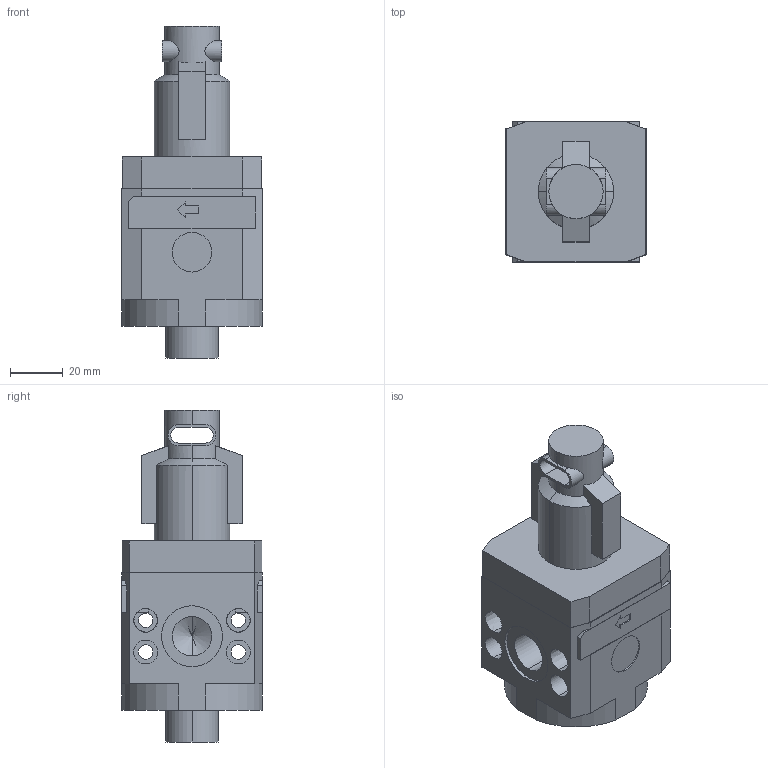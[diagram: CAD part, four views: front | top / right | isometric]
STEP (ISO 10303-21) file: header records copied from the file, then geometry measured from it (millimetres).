
FILE_DESCRIPTION((''),'2;1');
FILE_NAME('17230B.stp','2003-06-16T14:56:53',('maffial1'),(''),'Autodesk Inventor 7','Autodesk Inventor 7','');
FILE_SCHEMA(('AUTOMOTIVE_DESIGN { 1 0 10303 214 1 1 1 1 }'));
Length unit declared in the file: millimetre
Products named in the file (1): 17230B
Bounding box: 53 x 53 x 125.5 mm (x, y, z)
Volume: 187190 mm3; surface area: 36126.9 mm2
Topology: 1 solids, 3 shells, 174 faces, 458 edges, 298 vertices
Faces by surface type: bspline 80, plane 70, cylinder 20, cone 4
Entity records: 6017 total; most frequent: CARTESIAN_POINT 1849, ORIENTED_EDGE 908, DIRECTION 772, EDGE_CURVE 454, VECTOR 310, LINE 310, VERTEX_POINT 298, AXIS2_PLACEMENT_3D 231
